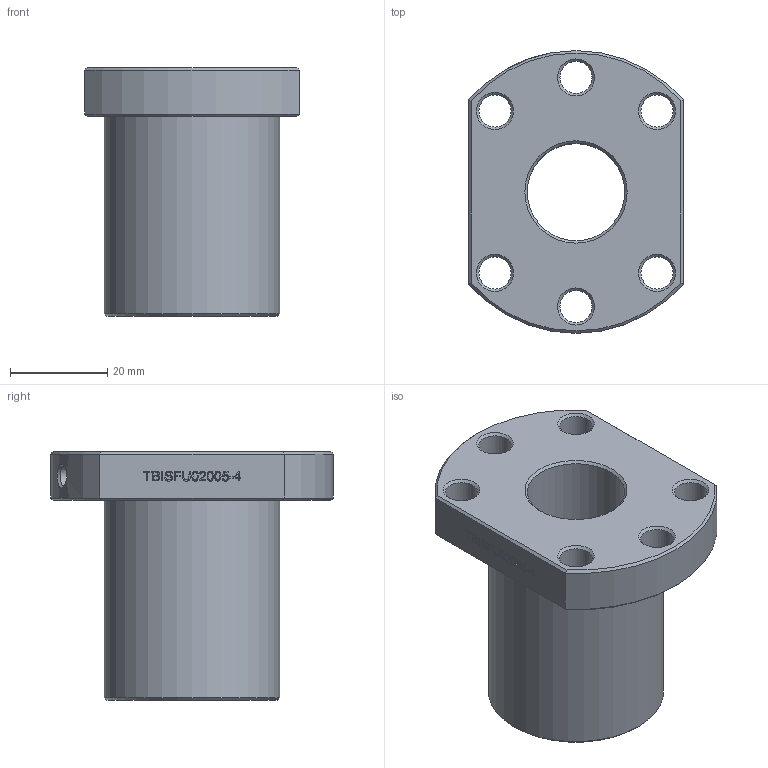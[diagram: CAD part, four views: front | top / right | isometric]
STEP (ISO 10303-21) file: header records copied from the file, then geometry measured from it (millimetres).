
FILE_DESCRIPTION(/* description */ (''),/* implementation_level */ '2;1');
FILE_NAME(/* name */ 'SFU02005-4.stp',/* time_stamp */ '2020-03-23T20:45:59+08:00',/* author */ (''),/* organization */ (''),/* preprocessor_version */ 'ST-DEVELOPER v16',/* originating_system */ 'SIEMENS PLM Software NX 10.0',/* authorisation */ '');
FILE_SCHEMA (('AUTOMOTIVE_DESIGN { 1 0 10303 214 3 1 1 1 }'));
Length unit declared in the file: millimetre
Products named in the file (1): Admi0BFC4609nahg
Bounding box: 44 x 58 x 51 mm (x, y, z)
Volume: 46292.1 mm3; surface area: 14226.2 mm2
Topology: 1 solids, 1 shells, 143 faces, 343 edges, 223 vertices
Faces by surface type: plane 89, extrusion 28, cone 14, cylinder 11, bspline 1
Full cylindrical faces by diameter (mm): 4 x1, 6.6 x6, 20 x1, 36 x1
Entity records: 5314 total; most frequent: CARTESIAN_POINT 2234, ORIENTED_EDGE 642, DIRECTION 488, EDGE_CURVE 321, VERTEX_POINT 222, EDGE_LOOP 198, VECTOR 188, LINE 160
